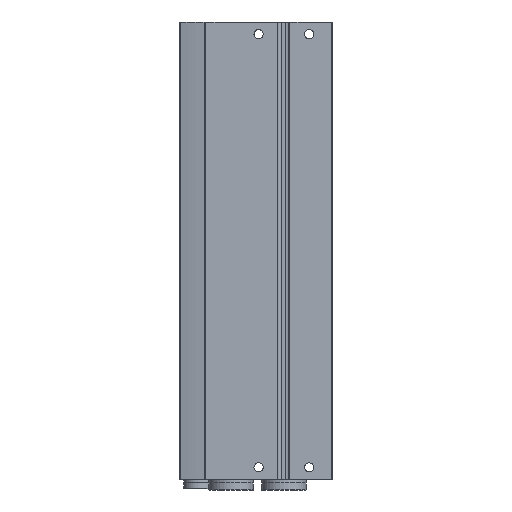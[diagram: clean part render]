
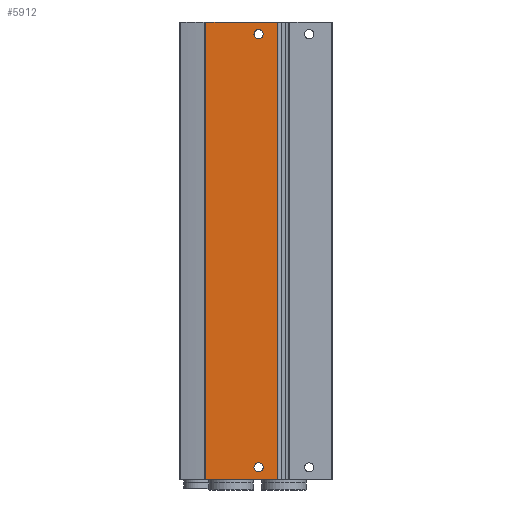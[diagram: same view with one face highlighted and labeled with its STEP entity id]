
A CAD part, front view. The second image highlights one B-rep face of the part: STEP entity #5912.
In plain terms, the highlighted planar face has unit normal (0, -1, 0).
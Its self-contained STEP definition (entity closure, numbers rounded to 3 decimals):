
#301=PLANE('',#6394);
#491=CIRCLE('',#6395,2.25);
#492=CIRCLE('',#6396,2.25);
#936=ORIENTED_EDGE('',*,*,#2422,.F.);
#937=ORIENTED_EDGE('',*,*,#2423,.F.);
#938=ORIENTED_EDGE('',*,*,#2424,.F.);
#939=ORIENTED_EDGE('',*,*,#2421,.F.);
#940=ORIENTED_EDGE('',*,*,#2425,.T.);
#941=ORIENTED_EDGE('',*,*,#2426,.T.);
#2421=EDGE_CURVE('',#3161,#3160,#3713,.T.);
#2422=EDGE_CURVE('',#3162,#3162,#491,.T.);
#2423=EDGE_CURVE('',#3163,#3163,#492,.T.);
#2424=EDGE_CURVE('',#3160,#3164,#3714,.T.);
#2425=EDGE_CURVE('',#3161,#3165,#3715,.T.);
#2426=EDGE_CURVE('',#3165,#3164,#3716,.T.);
#3160=VERTEX_POINT('',#9533);
#3161=VERTEX_POINT('',#9535);
#3162=VERTEX_POINT('',#9539);
#3163=VERTEX_POINT('',#9541);
#3164=VERTEX_POINT('',#9543);
#3165=VERTEX_POINT('',#9545);
#3713=LINE('',#9536,#4077);
#3714=LINE('',#9542,#4078);
#3715=LINE('',#9544,#4079);
#3716=LINE('',#9546,#4080);
#4077=VECTOR('',#7221,1000.);
#4078=VECTOR('',#7228,1000.);
#4079=VECTOR('',#7229,1000.);
#4080=VECTOR('',#7230,1000.);
#4452=EDGE_LOOP('',(#936));
#4453=EDGE_LOOP('',(#937));
#4454=EDGE_LOOP('',(#938,#939,#940,#941));
#5120=FACE_BOUND('',#4452,.T.);
#5121=FACE_BOUND('',#4453,.T.);
#5122=FACE_BOUND('',#4454,.T.);
#5912=ADVANCED_FACE('',(#5120,#5121,#5122),#301,.T.);
#6394=AXIS2_PLACEMENT_3D('',#9537,#7222,#7223);
#6395=AXIS2_PLACEMENT_3D('',#9538,#7224,#7225);
#6396=AXIS2_PLACEMENT_3D('',#9540,#7226,#7227);
#7221=DIRECTION('',(0.,0.,1.));
#7222=DIRECTION('',(0.,-1.,0.));
#7223=DIRECTION('',(0.,0.,-1.));
#7224=DIRECTION('',(0.,-1.,0.));
#7225=DIRECTION('',(0.,0.,-1.));
#7226=DIRECTION('',(0.,-1.,0.));
#7227=DIRECTION('',(0.,0.,-1.));
#7228=DIRECTION('',(1.,0.,0.));
#7229=DIRECTION('',(1.,0.,0.));
#7230=DIRECTION('',(0.,0.,1.));
#9533=CARTESIAN_POINT('',(-38.5,0.,0.));
#9535=CARTESIAN_POINT('',(-38.5,0.,-226.));
#9536=CARTESIAN_POINT('',(-38.5,0.,-226.));
#9537=CARTESIAN_POINT('',(-38.5,0.,-226.));
#9538=CARTESIAN_POINT('',(-12.5,0.,-220.));
#9539=CARTESIAN_POINT('',(-12.5,0.,-222.25));
#9540=CARTESIAN_POINT('',(-12.5,0.,-6.));
#9541=CARTESIAN_POINT('',(-12.5,0.,-8.25));
#9542=CARTESIAN_POINT('',(-38.5,0.,0.));
#9543=CARTESIAN_POINT('',(-3.,0.,0.));
#9544=CARTESIAN_POINT('',(-38.5,0.,-226.));
#9545=CARTESIAN_POINT('',(-3.,0.,-226.));
#9546=CARTESIAN_POINT('',(-3.,0.,-226.));
